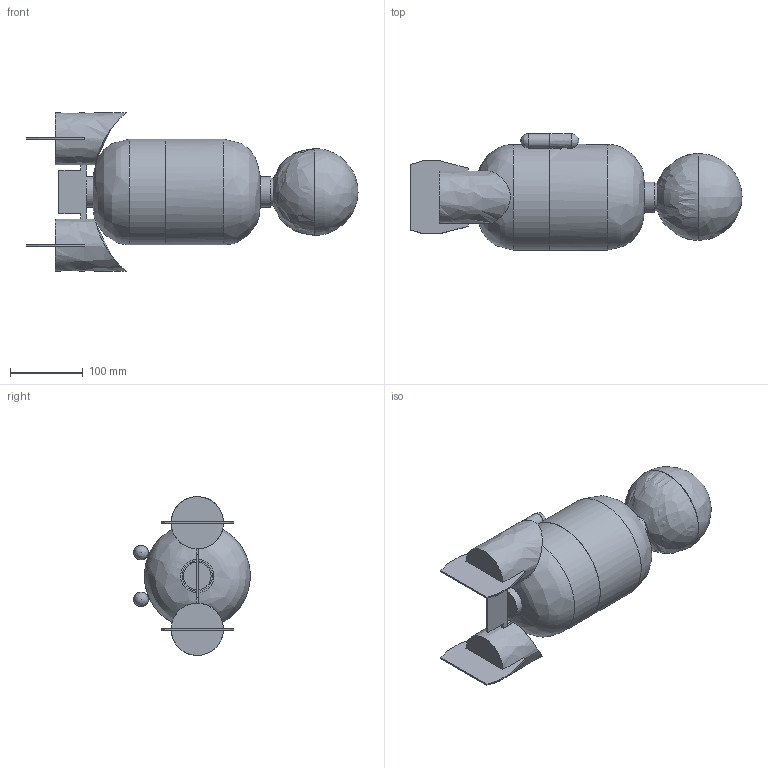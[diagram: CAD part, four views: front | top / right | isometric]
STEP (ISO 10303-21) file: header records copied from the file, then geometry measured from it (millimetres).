
FILE_DESCRIPTION((''),'2;1');
FILE_NAME('space_ship.stp','2000-04-12T15:51:14', ('User'),('SDRC'),'I-DEAS Master Series 8','UNIX','Yes');
FILE_SCHEMA(('AUTOMOTIVE_DESIGN { 1 0 10303 214 0 1 1 1 }'));
Length unit declared in the file: centimetre
Products named in the file (13): space_ship; main_body; main_body_back; main_body_front; head; head_back; head_front; tail; tail_turbine; tail_middle_part; foot; foot_front; foot_back
Assembly tree (14 placements, depth 3):
  space_ship
    main_body
      main_body_back
      main_body_front
    head
      head_back
      head_front
    tail
      tail_turbine  x2
      tail_middle_part
    foot  x2
      foot_front
      foot_back
Bounding box: 457.73 x 160.59 x 218.86 mm (x, y, z)
Volume: 941702.6 mm3; surface area: 462088.7 mm2
Topology: 11 solids, 11 shells, 134 faces, 304 edges, 196 vertices
Faces by surface type: bspline 134
Entity records: 3506 total; most frequent: CARTESIAN_POINT 1851, ORIENTED_EDGE 422, EDGE_CURVE 211, VERTEX_POINT 142, EDGE_LOOP 119, FACE_OUTER_BOUND 101, ADVANCED_FACE 101, QUASI_UNIFORM_CURVE 95
